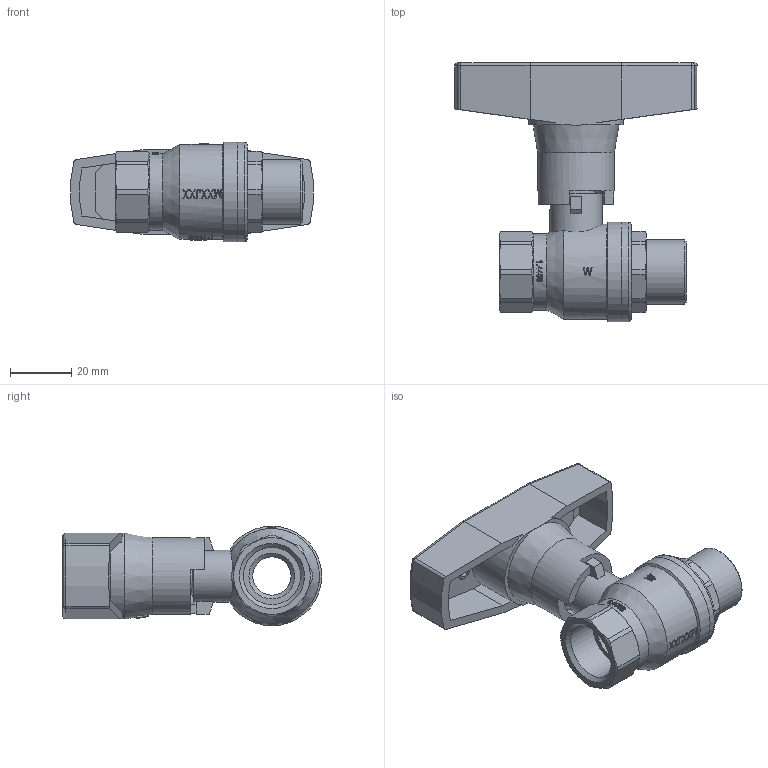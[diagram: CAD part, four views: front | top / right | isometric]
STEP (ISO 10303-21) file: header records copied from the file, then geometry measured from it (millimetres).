
FILE_DESCRIPTION(/* description */ ('Unknown','CAx-IF Rec.Pracs.---Representation and Presentation of Product Manufacturing Information (PMI)---4.0---2014-10-13','CAx-IF Rec.Pracs.---3D Tessellated Geometry---0.4---2014-09-14','2;1'),/* implementation_level */ '2;1');
FILE_NAME(/* name */ '9371-04',/* time_stamp */ '2024-02-19T11:48:13+01:00',/* author */ ('Unknown'),/* organization */ ('Unknown'),/* preprocessor_version */ 'ST-DEVELOPER v18.102',/* originating_system */ 'Solid Edge',/* authorisation */ 'Unknown');
FILE_SCHEMA (('AP203_CONFIGURATION_CONTROLLED_3D_DESIGN_OF_MECHANICAL_PARTS_AND_ASSEMBLIES_MIM_LF { 1 0 10303 203 3 1 4 }','AP242_MANAGED_MODEL_BASED_3D_ENGINEERING_MIM_LF { 1 0 10303 442 1 1 4 }'));
Length unit declared in the file: millimetre
Products named in the file (12): 9371-04; Assem1_oa_0; Einschraubteil-1_2; Dichtung_Eischraubteil-Kvrper__1_2; Kvrper__1_2; Stopfbuchse__1_2_-_3_4; Spindel-Zusammanbau__1_2_oa_1; Spindel__1_2; T-Griff 3_8-3_4; Abdeckkappe-3_8-1_1_2_0; Neu-T-Griff-Al-3_8-3_4-a; Befestigungsschraube-1_2-3_4
Assembly tree (11 placements, depth 4):
  9371-04
    Assem1_oa_0
      Einschraubteil-1_2
      Dichtung_Eischraubteil-Kvrper__1_2
      Kvrper__1_2
      Stopfbuchse__1_2_-_3_4
      Spindel-Zusammanbau__1_2_oa_1
        Spindel__1_2
    T-Griff 3_8-3_4
      Abdeckkappe-3_8-1_1_2_0
      Neu-T-Griff-Al-3_8-3_4-a
      Befestigungsschraube-1_2-3_4
Bounding box: 79.22 x 84.65 x 32.5 mm (x, y, z)
Volume: 51104 mm3; surface area: 34102.8 mm2
Topology: 8 solids, 8 shells, 1067 faces, 2896 edges, 1904 vertices
Faces by surface type: plane 883, cylinder 115, cone 58, torus 5, sphere 5, bspline 1
Full cylindrical faces by diameter (mm): 3.4 x2, 5.4 x4, 8 x1, 9 x2, 9.3 x1, 11 x1, 11.835 x1, 12 x3, 12.5 x1, 14 x1, 15 x2, 17 x1, 18.1 x1, 18.631 x1, 19 x1, 20.955 x1, 21 x2, 24.376 x1, 25 x2, 26 x2, 27 x1, 29 x1, 29.2 x1, 31 x1, 32.5 x2
Entity records: 39730 total; most frequent: CARTESIAN_POINT 6632, DIRECTION 6095, ORIENTED_EDGE 5590, EDGE_CURVE 2795, AXIS2_PLACEMENT_3D 2302, VERTEX_POINT 1873, LINE 1491, VECTOR 1491
